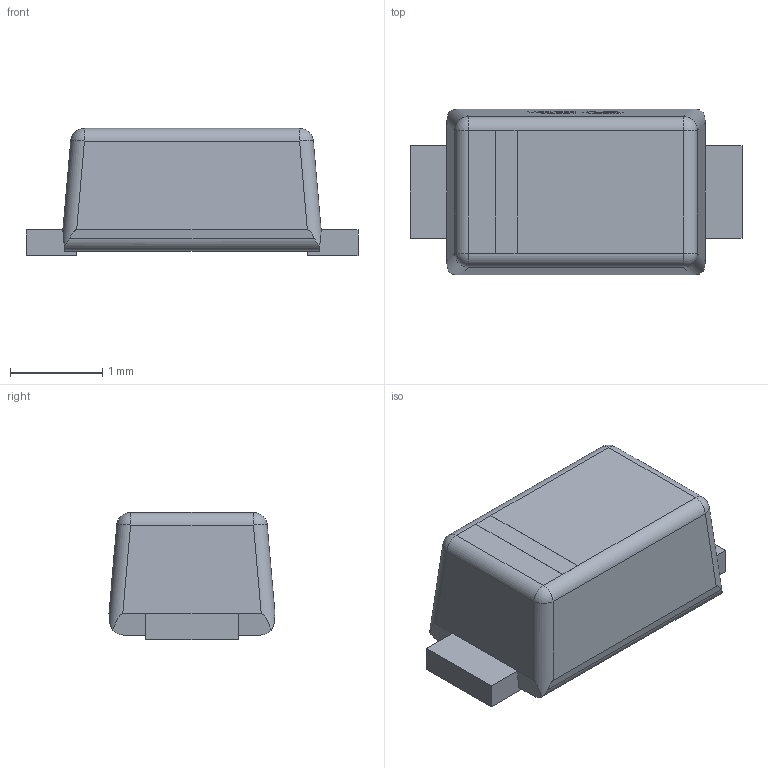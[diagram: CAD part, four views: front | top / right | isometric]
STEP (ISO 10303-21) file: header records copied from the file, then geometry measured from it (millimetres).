
FILE_DESCRIPTION((''),'2;1');
FILE_NAME('SUB-SMA_L','2022-10-26T14:11:46',('win'),(''),'CREO PARAMETRIC BY PTC INC, 2020033','CREO PARAMETRIC BY PTC INC, 2020033','');
FILE_SCHEMA(('AUTOMOTIVE_DESIGN { 1 0 10303 214 1 1 1 1 }'));
Length unit declared in the file: millimetre
Products named in the file (1): SUB-SMA_L
Bounding box: 3.6 x 1.8 x 1.38 mm (x, y, z)
Volume: 6.4 mm3; surface area: 23.3 mm2
Topology: 1 solids, 1 shells, 204 faces, 525 edges, 342 vertices
Faces by surface type: plane 115, extrusion 73, cylinder 12, sphere 4
Entity records: 8460 total; most frequent: CARTESIAN_POINT 2096, ORIENTED_EDGE 1050, DIRECTION 714, EDGE_CURVE 525, VECTOR 420, LINE 347, VERTEX_POINT 342, PRESENTATION_STYLE_ASSIGNMENT 277
